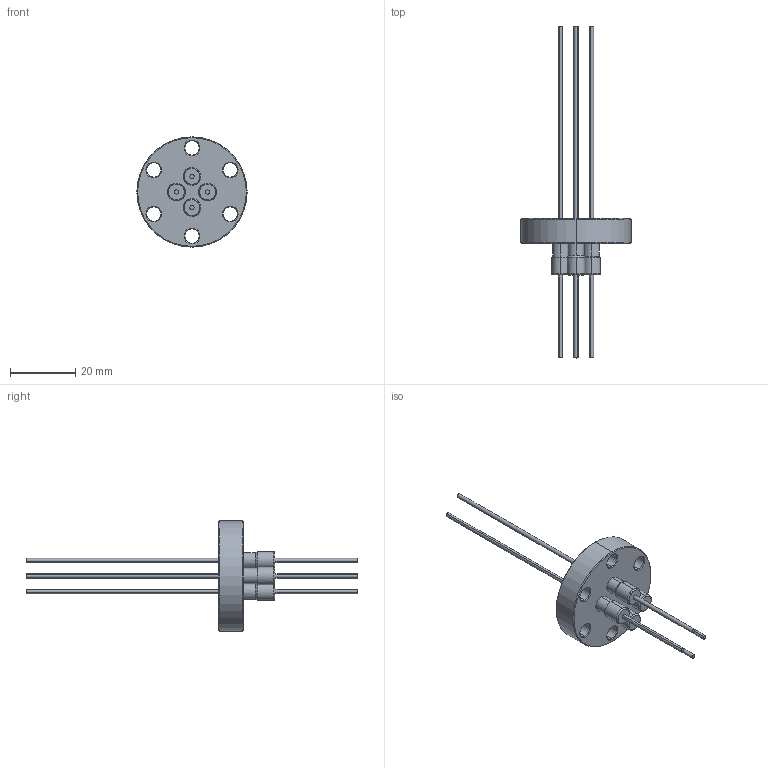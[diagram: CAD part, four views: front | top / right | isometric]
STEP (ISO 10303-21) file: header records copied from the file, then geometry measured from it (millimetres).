
FILE_DESCRIPTION (( 'STEP AP203' ), '1' );
FILE_NAME ('A23183.STEP', '2024-12-03T15:39:16', ( '' ), ( '' ), 'SwSTEP 2.0', 'SolidWorks 2024', '' );
FILE_SCHEMA (( 'CONFIG_CONTROL_DESIGN' ));
Length unit declared in the file: inch
Products named in the file (1): A23183
Bounding box: 33.78 x 101.6 x 33.78 mm (x, y, z)
Volume: 6239.5 mm3; surface area: 5629.3 mm2
Topology: 1 solids, 1 shells, 133 faces, 292 edges, 180 vertices
Faces by surface type: cylinder 66, cone 38, plane 21, torus 8
Entity records: 3805 total; most frequent: DIRECTION 748, CARTESIAN_POINT 606, ORIENTED_EDGE 584, AXIS2_PLACEMENT_3D 322, EDGE_CURVE 292, CIRCLE 188, VERTEX_POINT 180, EDGE_LOOP 164
